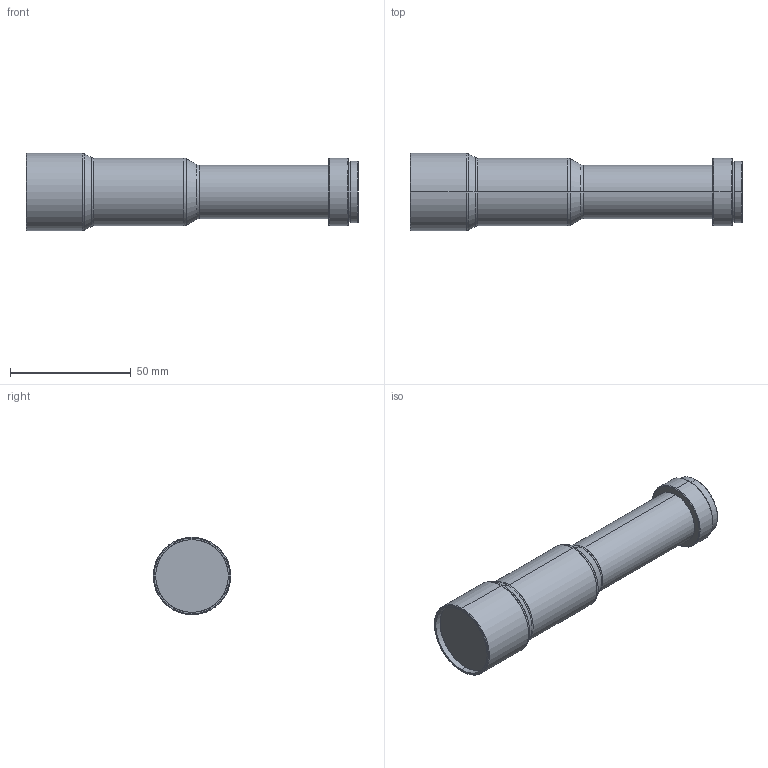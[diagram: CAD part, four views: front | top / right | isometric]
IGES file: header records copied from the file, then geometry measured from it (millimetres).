
Start section: SolidWorks IGES file using analytic representation for surfaces
Global section: file name: WWH40-108ATV2.IGS; native system: SolidWorks 2017; preprocessor: SolidWorks 2017; author: Administrator; date: 200914.115821; units: millimetre
Bounding box: 137.2 x 32 x 32 mm (x, y, z)
Surface area: 13291.7 mm2 (no closed solid volume)
Topology: 0 solids, 0 shells, 40 faces, 552 edges, 552 vertices
Faces by surface type: revolution 26, bspline 14
